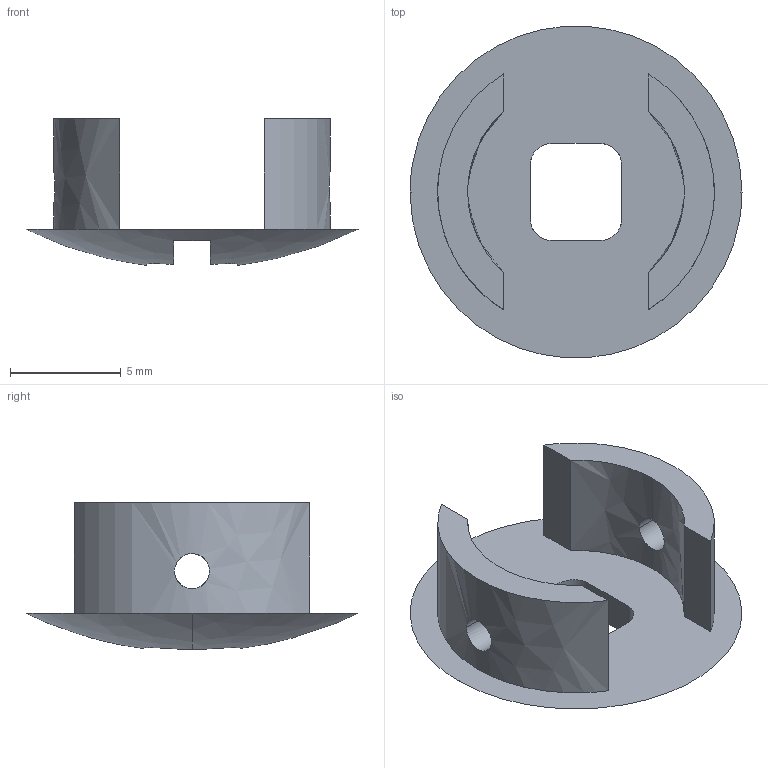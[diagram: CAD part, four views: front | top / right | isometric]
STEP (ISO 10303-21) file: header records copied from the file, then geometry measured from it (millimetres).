
FILE_DESCRIPTION(/* description */ (''),/* implementation_level */ '2;1');
FILE_NAME(/* name */ 'WARBL2~1',/* time_stamp */ '2025-11-11T12:31:41-08:00',/* author */ (''),/* organization */ (''),/* preprocessor_version */ 'ST-DEVELOPER v15',/* originating_system */ '',/* authorisation */ '');
FILE_SCHEMA (('AUTOMOTIVE_DESIGN'));
Length unit declared in the file: centimetre
Products named in the file (1): Document
Bounding box: 15 x 14.97 x 6.63 mm (x, y, z)
Volume: 256.8 mm3; surface area: 607.8 mm2
Topology: 1 solids, 1 shells, 33 faces, 96 edges, 64 vertices
Faces by surface type: plane 17, bspline 16
Entity records: 1250 total; most frequent: CARTESIAN_POINT 645, ORIENTED_EDGE 192, EDGE_CURVE 96, VERTEX_POINT 64, B_SPLINE_CURVE_WITH_KNOTS 59, EDGE_LOOP 38, ADVANCED_FACE 33, FACE_OUTER_BOUND 33
